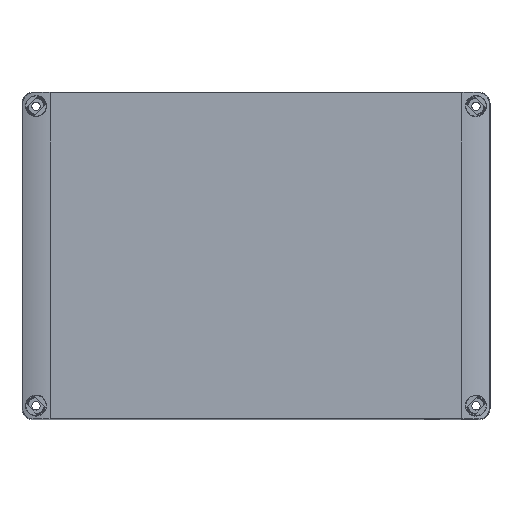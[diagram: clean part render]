
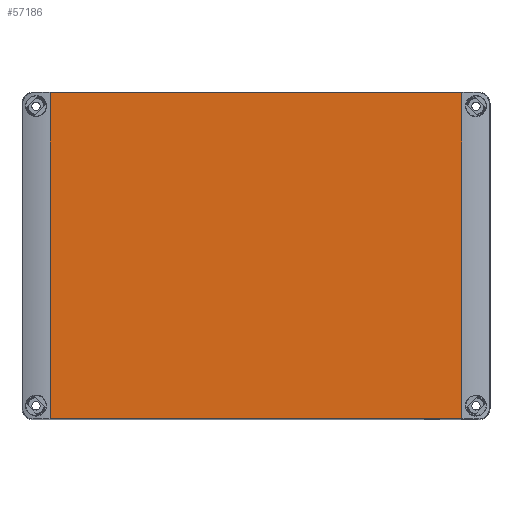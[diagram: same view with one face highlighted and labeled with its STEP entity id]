
A CAD part, top view. The second image highlights one B-rep face of the part: STEP entity #57186.
In plain terms, the highlighted planar face has unit normal (0, 0, 1).
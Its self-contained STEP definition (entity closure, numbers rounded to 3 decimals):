
#53865=DIRECTION('',(1.,0.,0.));
#53866=VECTOR('',#53865,220.);
#53867=CARTESIAN_POINT('',(-110.,-87.064,25.));
#53868=LINE('',#53867,#53866);
#54009=DIRECTION('',(0.,1.,0.));
#54010=VECTOR('',#54009,174.127);
#54011=CARTESIAN_POINT('',(110.,-87.064,25.));
#54012=LINE('',#54011,#54010);
#54101=DIRECTION('',(1.,0.,0.));
#54102=VECTOR('',#54101,220.);
#54103=CARTESIAN_POINT('',(-110.,87.064,25.));
#54104=LINE('',#54103,#54102);
#54114=DIRECTION('',(0.,1.,0.));
#54115=VECTOR('',#54114,174.127);
#54116=CARTESIAN_POINT('',(-110.,-87.064,25.));
#54117=LINE('',#54116,#54115);
#56708=CARTESIAN_POINT('',(-110.,-87.064,25.));
#56709=CARTESIAN_POINT('',(110.,-87.064,25.));
#56710=VERTEX_POINT('',#56708);
#56711=VERTEX_POINT('',#56709);
#56712=CARTESIAN_POINT('',(-110.,87.064,25.));
#56713=CARTESIAN_POINT('',(110.,87.064,25.));
#56714=VERTEX_POINT('',#56712);
#56715=VERTEX_POINT('',#56713);
#57174=CARTESIAN_POINT('',(-110.,-87.5,25.));
#57175=DIRECTION('',(0.,0.,1.));
#57176=DIRECTION('',(1.,0.,0.));
#57177=AXIS2_PLACEMENT_3D('',#57174,#57175,#57176);
#57178=PLANE('',#57177);
#57179=ORIENTED_EDGE('',*,*,#57043,.F.);
#57181=ORIENTED_EDGE('',*,*,#57180,.T.);
#57182=ORIENTED_EDGE('',*,*,#57163,.T.);
#57183=ORIENTED_EDGE('',*,*,#57122,.F.);
#57184=EDGE_LOOP('',(#57179,#57181,#57182,#57183));
#57185=FACE_OUTER_BOUND('',#57184,.F.);
#57186=ADVANCED_FACE('',(#57185),#57178,.T.);
#57043=EDGE_CURVE('',#56710,#56711,#53868,.T.);
#57122=EDGE_CURVE('',#56711,#56715,#54012,.T.);
#57163=EDGE_CURVE('',#56714,#56715,#54104,.T.);
#57180=EDGE_CURVE('',#56710,#56714,#54117,.T.);
